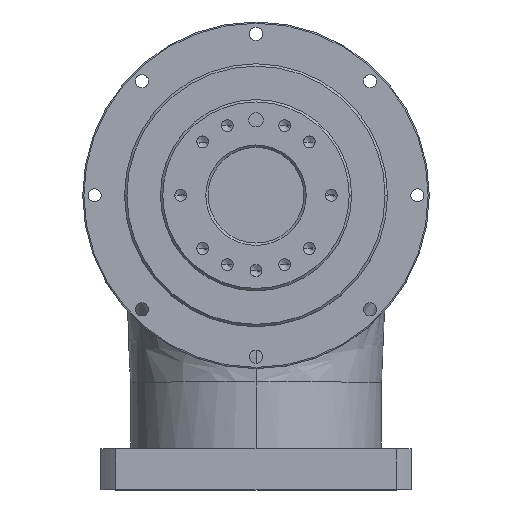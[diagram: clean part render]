
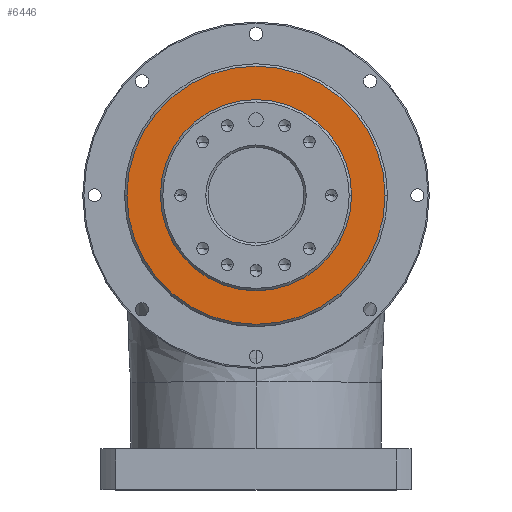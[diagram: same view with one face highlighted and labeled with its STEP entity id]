
A CAD part, top view. The second image highlights one B-rep face of the part: STEP entity #6446.
In plain terms, the highlighted planar face has unit normal (0, 0, 1).
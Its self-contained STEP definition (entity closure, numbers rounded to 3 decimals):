
#358 = ORIENTED_EDGE ( 'NONE', *, *, #6496, .T. ) ;
#361 = EDGE_CURVE ( 'NONE', #6150, #9282, #6986, .T. ) ;
#625 = ORIENTED_EDGE ( 'NONE', *, *, #1805, .T. ) ;
#650 = ORIENTED_EDGE ( 'NONE', *, *, #361, .F. ) ;
#764 = EDGE_CURVE ( 'NONE', #9282, #6150, #4950, .T. ) ;
#970 = DIRECTION ( 'NONE',  ( 0., 0., 1. ) ) ;
#1279 = AXIS2_PLACEMENT_3D ( 'NONE', #3050, #8795, #3875 ) ;
#1572 = CIRCLE ( 'NONE', #1279, 54. ) ;
#1596 = PLANE ( 'NONE',  #4261 ) ;
#1805 = EDGE_CURVE ( 'NONE', #6627, #9359, #1572, .T. ) ;
#2446 = AXIS2_PLACEMENT_3D ( 'NONE', #3863, #9605, #4681 ) ;
#2454 = CARTESIAN_POINT ( 'NONE',  ( 0., 0., 63. ) ) ;
#2705 = DIRECTION ( 'NONE',  ( 1., 0., 0. ) ) ;
#3050 = CARTESIAN_POINT ( 'NONE',  ( 0., 0., 63. ) ) ;
#3230 = DIRECTION ( 'NONE',  ( 1., 0., 0. ) ) ;
#3274 = DIRECTION ( 'NONE',  ( 1., 0., 0. ) ) ;
#3409 = CARTESIAN_POINT ( 'NONE',  ( 54., 0., 63. ) ) ;
#3701 = AXIS2_PLACEMENT_3D ( 'NONE', #2454, #8186, #3274 ) ;
#3863 = CARTESIAN_POINT ( 'NONE',  ( 0., 0., 63. ) ) ;
#3875 = DIRECTION ( 'NONE',  ( 1., 0., 0. ) ) ;
#3906 = FACE_BOUND ( 'NONE', #5626, .T. ) ;
#4261 = AXIS2_PLACEMENT_3D ( 'NONE', #7306, #8147, #3230 ) ;
#4627 = EDGE_LOOP ( 'NONE', ( #625, #358 ) ) ;
#4681 = DIRECTION ( 'NONE',  ( 1., 0., 0. ) ) ;
#4950 = CIRCLE ( 'NONE', #2446, 40. ) ;
#5626 = EDGE_LOOP ( 'NONE', ( #9518, #650 ) ) ;
#5843 = FACE_OUTER_BOUND ( 'NONE', #4627, .T. ) ;
#5857 = CARTESIAN_POINT ( 'NONE',  ( 0., 0., 63. ) ) ;
#5931 = AXIS2_PLACEMENT_3D ( 'NONE', #5857, #970, #2705 ) ;
#6145 = CARTESIAN_POINT ( 'NONE',  ( -40., 0., 63. ) ) ;
#6150 = VERTEX_POINT ( 'NONE', #6145 ) ;
#6446 = ADVANCED_FACE ( 'NONE', ( #5843, #3906 ), #1596, .T. ) ;
#6496 = EDGE_CURVE ( 'NONE', #9359, #6627, #9958, .T. ) ;
#6627 = VERTEX_POINT ( 'NONE', #9987 ) ;
#6677 = CARTESIAN_POINT ( 'NONE',  ( 40., 0., 63. ) ) ;
#6986 = CIRCLE ( 'NONE', #5931, 40. ) ;
#7306 = CARTESIAN_POINT ( 'NONE',  ( 0., 0., 63. ) ) ;
#8147 = DIRECTION ( 'NONE',  ( 0., 0., 1. ) ) ;
#8186 = DIRECTION ( 'NONE',  ( 0., 0., 1. ) ) ;
#8795 = DIRECTION ( 'NONE',  ( 0., 0., 1. ) ) ;
#9282 = VERTEX_POINT ( 'NONE', #6677 ) ;
#9359 = VERTEX_POINT ( 'NONE', #3409 ) ;
#9518 = ORIENTED_EDGE ( 'NONE', *, *, #764, .F. ) ;
#9605 = DIRECTION ( 'NONE',  ( 0., 0., 1. ) ) ;
#9958 = CIRCLE ( 'NONE', #3701, 54. ) ;
#9987 = CARTESIAN_POINT ( 'NONE',  ( -54., 0., 63. ) ) ;
